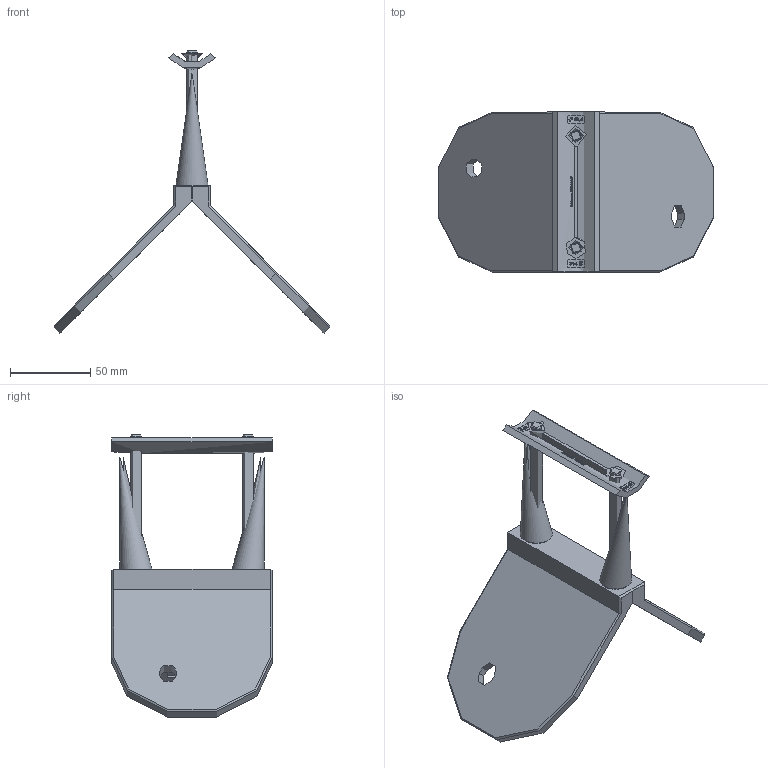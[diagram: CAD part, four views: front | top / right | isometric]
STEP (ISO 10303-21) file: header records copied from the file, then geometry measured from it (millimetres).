
FILE_DESCRIPTION (( 'STEP AP203' ), '1' );
FILE_NAME ('50132-240-AE.step', '2021-11-25T13:46:30', ( '' ), ( '' ), 'SwSTEP 2.0', 'SolidWorks 2018', '' );
FILE_SCHEMA (( 'CONFIG_CONTROL_DESIGN' ));
Length unit declared in the file: millimetre
Products named in the file (12): 50132-240P; 50132-240-AE Teil1; 50132-240-AE Teil2; 50132-240-AE Teil 3; 50132-240-AE Teil 3_DIN 7991 M8x90; 50132-240P_50132-240P; 50132-240-AE
Assembly tree (9 placements, depth 2):
  50132-240-AE Teil2
  50132-240-AE Teil2
  50132-240-AE Teil1
  50132-240-AE
    50132-240-AE Teil 3
    50132-240P
    50132-240-AE Teil 3
  50132-240-AE
    50132-240-AE Teil1
    50132-240-AE Teil2  x2
    50132-240-AE Teil 3_DIN 7991 M8x90  x2
    50132-240P_50132-240P
Bounding box: 171.97 x 100 x 176.12 mm (x, y, z)
Volume: 148363.6 mm3; surface area: 85030.8 mm2
Topology: 6 solids, 6 shells, 638 faces, 1659 edges, 1092 vertices
Faces by surface type: plane 359, bspline 169, cylinder 94, cone 14, torus 2
Full cylindrical faces by diameter (mm): 6.8 x2, 8 x2, 8.2 x2, 13 x2, 15.57 x2, 16 x2, 16.2 x2, 20 x2
Entity records: 31466 total; most frequent: CARTESIAN_POINT 16422, ORIENTED_EDGE 3146, DIRECTION 2326, EDGE_CURVE 1573, VERTEX_POINT 1047, VECTOR 898, LINE 898, AXIS2_PLACEMENT_3D 714
